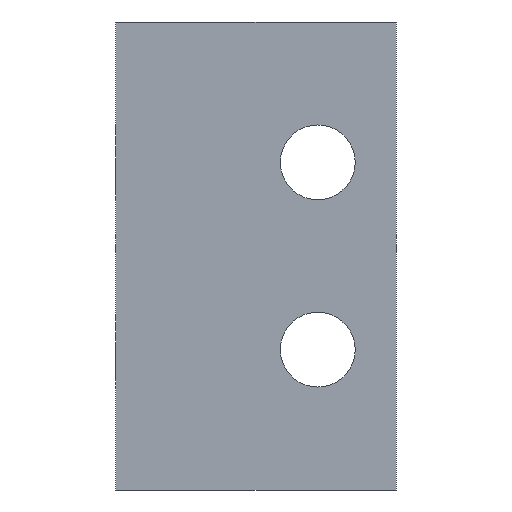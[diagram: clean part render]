
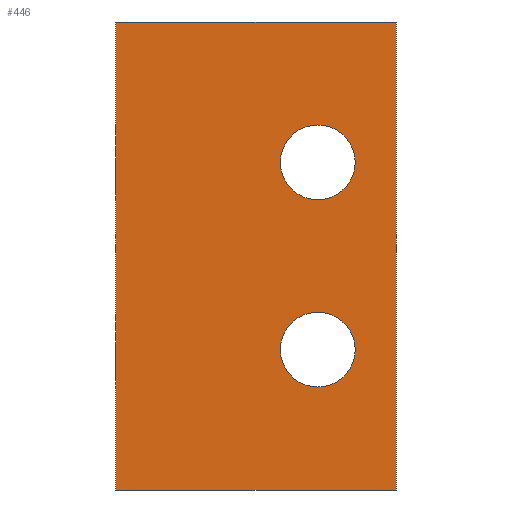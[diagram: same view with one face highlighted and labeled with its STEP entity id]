
A CAD part, left-side view. The second image highlights one B-rep face of the part: STEP entity #446.
In plain terms, the highlighted planar face has unit normal (-1, 0, 0).
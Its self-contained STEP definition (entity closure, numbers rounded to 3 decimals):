
#17=FACE_BOUND('',#74,.T.);
#18=FACE_BOUND('',#75,.T.);
#46=FACE_OUTER_BOUND('',#73,.T.);
#73=EDGE_LOOP('',(#386,#387,#388,#389));
#74=EDGE_LOOP('',(#390));
#75=EDGE_LOOP('',(#391));
#118=LINE('',#755,#161);
#119=LINE('',#758,#162);
#120=LINE('',#760,#163);
#121=LINE('',#761,#164);
#161=VECTOR('',#630,10.);
#162=VECTOR('',#633,10.);
#163=VECTOR('',#634,10.);
#164=VECTOR('',#635,10.);
#181=CIRCLE('',#501,4.);
#182=CIRCLE('',#503,4.);
#211=VERTEX_POINT('',#732);
#212=VERTEX_POINT('',#736);
#215=VERTEX_POINT('',#748);
#218=VERTEX_POINT('',#753);
#219=VERTEX_POINT('',#757);
#220=VERTEX_POINT('',#759);
#265=EDGE_CURVE('',#211,#211,#181,.T.);
#267=EDGE_CURVE('',#212,#212,#182,.T.);
#276=EDGE_CURVE('',#215,#218,#118,.T.);
#277=EDGE_CURVE('',#219,#215,#119,.T.);
#278=EDGE_CURVE('',#220,#218,#120,.T.);
#279=EDGE_CURVE('',#219,#220,#121,.T.);
#386=ORIENTED_EDGE('',*,*,#277,.T.);
#387=ORIENTED_EDGE('',*,*,#276,.T.);
#388=ORIENTED_EDGE('',*,*,#278,.F.);
#389=ORIENTED_EDGE('',*,*,#279,.F.);
#390=ORIENTED_EDGE('',*,*,#265,.T.);
#391=ORIENTED_EDGE('',*,*,#267,.T.);
#421=PLANE('',#509);
#446=ADVANCED_FACE('',(#46,#17,#18),#421,.T.);
#501=AXIS2_PLACEMENT_3D('',#733,#607,#608);
#503=AXIS2_PLACEMENT_3D('',#737,#612,#613);
#509=AXIS2_PLACEMENT_3D('',#756,#631,#632);
#607=DIRECTION('center_axis',(1.,0.,0.));
#608=DIRECTION('ref_axis',(0.,0.,1.));
#612=DIRECTION('center_axis',(1.,0.,0.));
#613=DIRECTION('ref_axis',(0.,0.,1.));
#630=DIRECTION('',(0.,0.,1.));
#631=DIRECTION('center_axis',(-1.,0.,0.));
#632=DIRECTION('ref_axis',(0.,-1.,0.));
#633=DIRECTION('',(0.,-1.,0.));
#634=DIRECTION('',(0.,-1.,0.));
#635=DIRECTION('',(0.,0.,1.));
#732=CARTESIAN_POINT('',(3.493,-21.6,31.));
#733=CARTESIAN_POINT('Origin',(3.493,-21.6,35.));
#736=CARTESIAN_POINT('',(3.493,-21.6,11.));
#737=CARTESIAN_POINT('Origin',(3.493,-21.6,15.));
#748=CARTESIAN_POINT('',(3.493,-30.,0.));
#753=CARTESIAN_POINT('',(3.493,-30.,50.));
#755=CARTESIAN_POINT('',(3.493,-30.,0.));
#756=CARTESIAN_POINT('Origin',(3.493,0.,0.));
#757=CARTESIAN_POINT('',(3.493,0.,0.));
#758=CARTESIAN_POINT('',(3.493,0.,0.));
#759=CARTESIAN_POINT('',(3.493,0.,50.));
#760=CARTESIAN_POINT('',(3.493,0.,50.));
#761=CARTESIAN_POINT('',(3.493,0.,0.));
